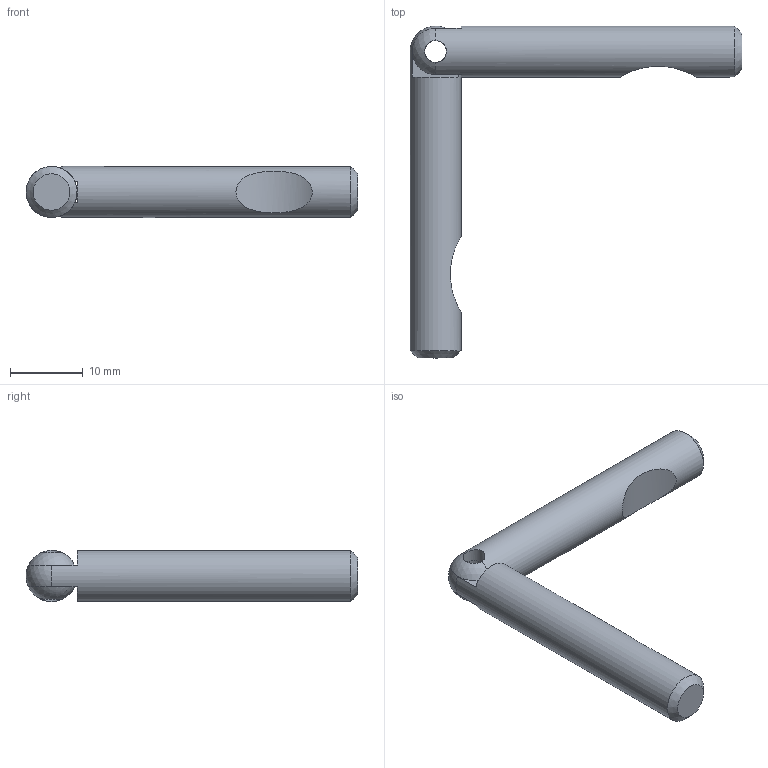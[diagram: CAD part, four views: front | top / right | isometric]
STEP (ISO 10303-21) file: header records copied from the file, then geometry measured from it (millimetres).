
FILE_DESCRIPTION(/* description */ ('F3DTM0002201'),/* implementation_level */ '2;1');
FILE_NAME(/* name */ '14.331.00.stp',/* time_stamp */ '2015-01-19T17:18:17+01:00',/* author */ ('SRubbiani'),/* organization */ (''),/* preprocessor_version */ 'ST-DEVELOPER v15.2',/* originating_system */ 'Autodesk Inventor 2014',/* authorisation */ '');
FILE_SCHEMA (('AUTOMOTIVE_DESIGN { 1 0 10303 214 3 1 1 }'));
Length unit declared in the file: millimetre
Products named in the file (3): F3DTM0003367; F3DTM0003368; 14.331.00
Bounding box: 45.5 x 45.5 x 7 mm (x, y, z)
Volume: 3038 mm3; surface area: 2095.6 mm2
Topology: 2 solids, 2 shells, 22 faces, 64 edges, 43 vertices
Faces by surface type: plane 9, cylinder 7, sphere 4, cone 2
Full cylindrical faces by diameter (mm): 3 x2, 3.5 x1, 7 x2
Entity records: 789 total; most frequent: CARTESIAN_POINT 254, DIRECTION 108, ORIENTED_EDGE 84, AXIS2_PLACEMENT_3D 48, EDGE_CURVE 42, EDGE_LOOP 34, VERTEX_POINT 32, CIRCLE 22
